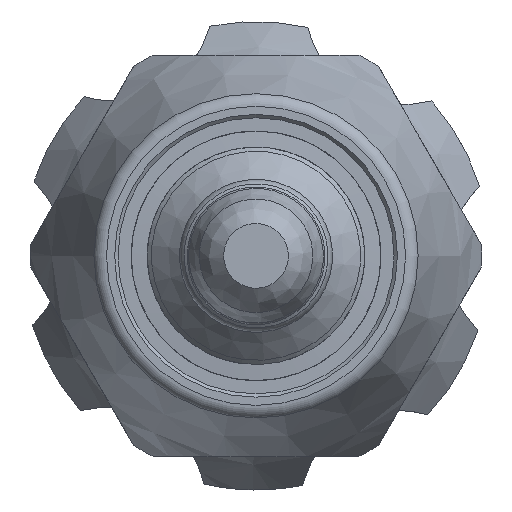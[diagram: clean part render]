
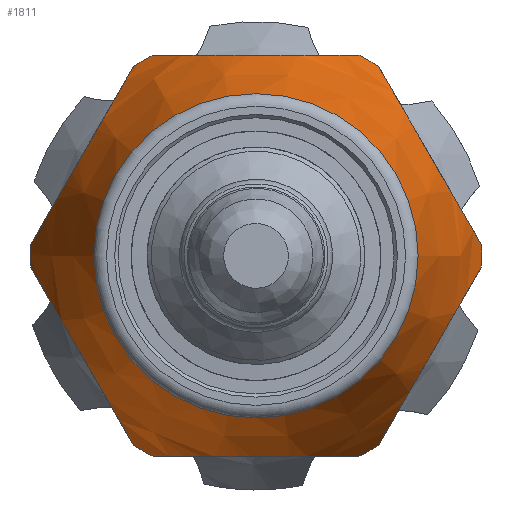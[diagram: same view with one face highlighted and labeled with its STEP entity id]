
A CAD part, front view. The second image highlights one B-rep face of the part: STEP entity #1811.
In plain terms, the highlighted conical face has half-angle 20 degrees and reference radius 11.492 mm.
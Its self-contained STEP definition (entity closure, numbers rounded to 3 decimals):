
#1090=CARTESIAN_POINT('',(6.151,15.148,-12.));
#1091=VERTEX_POINT('',#1090);
#1098=CARTESIAN_POINT('',(-6.151,15.148,-12.));
#1099=VERTEX_POINT('',#1098);
#1100=CARTESIAN_POINT('',(6.151,15.148,-12.));
#1101=CARTESIAN_POINT('',(0.,7.439,-12.));
#1102=CARTESIAN_POINT('',(-6.151,15.148,-12.));
#1110=(BOUNDED_CURVE()B_SPLINE_CURVE(2,(#1100,#1101,#1102),.UNSPECIFIED.,.F.,.U.)B_SPLINE_CURVE_WITH_KNOTS((3,3),(0.0,1.476),.UNSPECIFIED.)CURVE()GEOMETRIC_REPRESENTATION_ITEM()RATIONAL_B_SPLINE_CURVE((1.0,1.124,1.0))REPRESENTATION_ITEM(''));
#1111=EDGE_CURVE('',#1091,#1099,#1110,.T.);
#1566=CARTESIAN_POINT('',(13.468,15.148,-0.673));
#1567=VERTEX_POINT('',#1566);
#1574=CARTESIAN_POINT('',(7.317,15.148,-11.327));
#1575=VERTEX_POINT('',#1574);
#1576=CARTESIAN_POINT('',(13.468,15.148,-0.673));
#1577=CARTESIAN_POINT('',(10.392,7.439,-6.));
#1578=CARTESIAN_POINT('',(7.317,15.148,-11.327));
#1586=(BOUNDED_CURVE()B_SPLINE_CURVE(2,(#1576,#1577,#1578),.UNSPECIFIED.,.F.,.U.)B_SPLINE_CURVE_WITH_KNOTS((3,3),(0.0,1.476),.UNSPECIFIED.)CURVE()GEOMETRIC_REPRESENTATION_ITEM()RATIONAL_B_SPLINE_CURVE((1.0,1.124,1.0))REPRESENTATION_ITEM(''));
#1587=EDGE_CURVE('',#1567,#1575,#1586,.T.);
#1604=CARTESIAN_POINT('',(13.468,15.148,0.673));
#1605=VERTEX_POINT('',#1604);
#1612=CARTESIAN_POINT('',(0.,15.148,0.));
#1613=DIRECTION('',(0.0,-1.0,0.0));
#1614=DIRECTION('',(-1.0,0.0,0.0));
#1615=AXIS2_PLACEMENT_3D('',#1612,#1613,#1614);
#1616=CIRCLE('',#1615,13.485);
#1617=EDGE_CURVE('',#1567,#1605,#1616,.T.);
#1629=CARTESIAN_POINT('',(7.317,15.148,11.327));
#1630=VERTEX_POINT('',#1629);
#1637=CARTESIAN_POINT('',(7.317,15.148,11.327));
#1638=CARTESIAN_POINT('',(10.392,7.439,6.));
#1639=CARTESIAN_POINT('',(13.468,15.148,0.673));
#1647=(BOUNDED_CURVE()B_SPLINE_CURVE(2,(#1637,#1638,#1639),.UNSPECIFIED.,.F.,.U.)B_SPLINE_CURVE_WITH_KNOTS((3,3),(0.0,1.476),.UNSPECIFIED.)CURVE()GEOMETRIC_REPRESENTATION_ITEM()RATIONAL_B_SPLINE_CURVE((1.0,1.124,1.0))REPRESENTATION_ITEM(''));
#1648=EDGE_CURVE('',#1630,#1605,#1647,.T.);
#1660=CARTESIAN_POINT('',(6.151,15.148,12.));
#1661=VERTEX_POINT('',#1660);
#1668=CARTESIAN_POINT('',(0.,15.148,0.));
#1669=DIRECTION('',(0.0,-1.0,0.0));
#1670=DIRECTION('',(-1.0,0.0,0.0));
#1671=AXIS2_PLACEMENT_3D('',#1668,#1669,#1670);
#1672=CIRCLE('',#1671,13.485);
#1673=EDGE_CURVE('',#1630,#1661,#1672,.T.);
#1685=CARTESIAN_POINT('',(-6.151,15.148,12.));
#1686=VERTEX_POINT('',#1685);
#1693=CARTESIAN_POINT('',(-6.151,15.148,12.));
#1694=CARTESIAN_POINT('',(0.,7.439,12.));
#1695=CARTESIAN_POINT('',(6.151,15.148,12.));
#1703=(BOUNDED_CURVE()B_SPLINE_CURVE(2,(#1693,#1694,#1695),.UNSPECIFIED.,.F.,.U.)B_SPLINE_CURVE_WITH_KNOTS((3,3),(0.0,1.476),.UNSPECIFIED.)CURVE()GEOMETRIC_REPRESENTATION_ITEM()RATIONAL_B_SPLINE_CURVE((1.0,1.124,1.0))REPRESENTATION_ITEM(''));
#1704=EDGE_CURVE('',#1686,#1661,#1703,.T.);
#1718=CARTESIAN_POINT('',(-9.692,4.726,0.));
#1719=VERTEX_POINT('',#1718);
#1720=CARTESIAN_POINT('',(0.,4.726,0.));
#1721=DIRECTION('',(0.0,-1.0,0.0));
#1722=DIRECTION('',(1.0,0.0,0.0));
#1723=AXIS2_PLACEMENT_3D('',#1720,#1721,#1722);
#1724=CIRCLE('',#1723,9.692);
#1725=EDGE_CURVE('',#1719,#1719,#1724,.T.);
#1733=CARTESIAN_POINT('',(0.,9.674,0.));
#1734=DIRECTION('',(0.,1.0,0.));
#1735=DIRECTION('',(-1.0,0.0,0.0));
#1736=AXIS2_PLACEMENT_3D('',#1733,#1734,#1735);
#1737=CONICAL_SURFACE('',#1736,11.492,20.);
#1738=ORIENTED_EDGE('',*,*,#1704,.F.);
#1739=CARTESIAN_POINT('',(-7.317,15.148,11.327));
#1740=VERTEX_POINT('',#1739);
#1741=CARTESIAN_POINT('',(0.,15.148,0.));
#1742=DIRECTION('',(0.0,-1.0,0.0));
#1743=DIRECTION('',(-1.0,0.0,0.0));
#1744=AXIS2_PLACEMENT_3D('',#1741,#1742,#1743);
#1745=CIRCLE('',#1744,13.485);
#1746=EDGE_CURVE('',#1686,#1740,#1745,.T.);
#1747=ORIENTED_EDGE('',*,*,#1746,.T.);
#1748=CARTESIAN_POINT('',(-13.468,15.148,0.673));
#1749=VERTEX_POINT('',#1748);
#1750=CARTESIAN_POINT('',(-13.468,15.148,0.673));
#1751=CARTESIAN_POINT('',(-10.392,7.439,6.));
#1752=CARTESIAN_POINT('',(-7.317,15.148,11.327));
#1760=(BOUNDED_CURVE()B_SPLINE_CURVE(2,(#1750,#1751,#1752),.UNSPECIFIED.,.F.,.U.)B_SPLINE_CURVE_WITH_KNOTS((3,3),(0.0,1.476),.UNSPECIFIED.)CURVE()GEOMETRIC_REPRESENTATION_ITEM()RATIONAL_B_SPLINE_CURVE((1.0,1.124,1.0))REPRESENTATION_ITEM(''));
#1761=EDGE_CURVE('',#1749,#1740,#1760,.T.);
#1762=ORIENTED_EDGE('',*,*,#1761,.F.);
#1763=CARTESIAN_POINT('',(-13.468,15.148,-0.673));
#1764=VERTEX_POINT('',#1763);
#1765=CARTESIAN_POINT('',(0.,15.148,0.));
#1766=DIRECTION('',(0.0,-1.0,0.0));
#1767=DIRECTION('',(-1.0,0.0,0.0));
#1768=AXIS2_PLACEMENT_3D('',#1765,#1766,#1767);
#1769=CIRCLE('',#1768,13.485);
#1770=EDGE_CURVE('',#1749,#1764,#1769,.T.);
#1771=ORIENTED_EDGE('',*,*,#1770,.T.);
#1772=CARTESIAN_POINT('',(-7.317,15.148,-11.327));
#1773=VERTEX_POINT('',#1772);
#1774=CARTESIAN_POINT('',(-7.317,15.148,-11.327));
#1775=CARTESIAN_POINT('',(-10.392,7.439,-6.));
#1776=CARTESIAN_POINT('',(-13.468,15.148,-0.673));
#1784=(BOUNDED_CURVE()B_SPLINE_CURVE(2,(#1774,#1775,#1776),.UNSPECIFIED.,.F.,.U.)B_SPLINE_CURVE_WITH_KNOTS((3,3),(0.0,1.476),.UNSPECIFIED.)CURVE()GEOMETRIC_REPRESENTATION_ITEM()RATIONAL_B_SPLINE_CURVE((1.0,1.124,1.0))REPRESENTATION_ITEM(''));
#1785=EDGE_CURVE('',#1773,#1764,#1784,.T.);
#1786=ORIENTED_EDGE('',*,*,#1785,.F.);
#1787=CARTESIAN_POINT('',(0.,15.148,0.));
#1788=DIRECTION('',(0.0,-1.0,0.0));
#1789=DIRECTION('',(-1.0,0.0,0.0));
#1790=AXIS2_PLACEMENT_3D('',#1787,#1788,#1789);
#1791=CIRCLE('',#1790,13.485);
#1792=EDGE_CURVE('',#1773,#1099,#1791,.T.);
#1793=ORIENTED_EDGE('',*,*,#1792,.T.);
#1794=ORIENTED_EDGE('',*,*,#1111,.F.);
#1795=CARTESIAN_POINT('',(0.,15.148,0.));
#1796=DIRECTION('',(0.0,-1.0,0.0));
#1797=DIRECTION('',(-1.0,0.0,0.0));
#1798=AXIS2_PLACEMENT_3D('',#1795,#1796,#1797);
#1799=CIRCLE('',#1798,13.485);
#1800=EDGE_CURVE('',#1091,#1575,#1799,.T.);
#1801=ORIENTED_EDGE('',*,*,#1800,.T.);
#1802=ORIENTED_EDGE('',*,*,#1587,.F.);
#1803=ORIENTED_EDGE('',*,*,#1617,.T.);
#1804=ORIENTED_EDGE('',*,*,#1648,.F.);
#1805=ORIENTED_EDGE('',*,*,#1673,.T.);
#1806=EDGE_LOOP('',(#1738,#1747,#1762,#1771,#1786,#1793,#1794,#1801,#1802,#1803,#1804,#1805));
#1807=FACE_OUTER_BOUND('',#1806,.T.);
#1808=ORIENTED_EDGE('',*,*,#1725,.F.);
#1809=EDGE_LOOP('',(#1808));
#1810=FACE_BOUND('',#1809,.T.);
#1811=ADVANCED_FACE('',(#1807,#1810),#1737,.T.);
